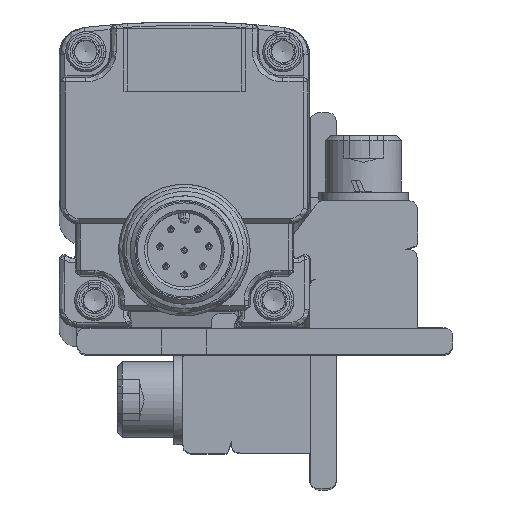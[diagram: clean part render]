
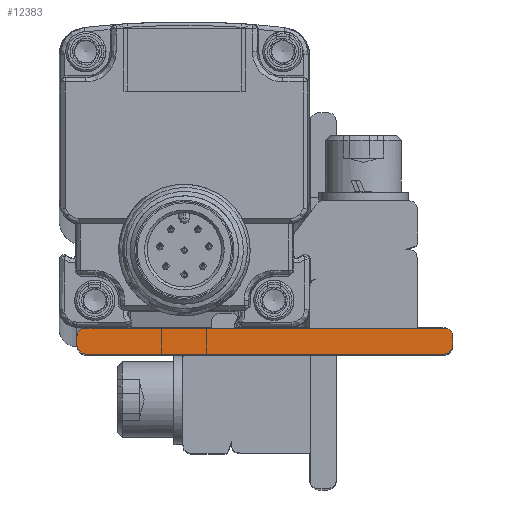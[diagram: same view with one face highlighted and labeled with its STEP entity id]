
A CAD part, top view. The second image highlights one B-rep face of the part: STEP entity #12383.
In plain terms, the highlighted planar face has unit normal (0, 0, 1).
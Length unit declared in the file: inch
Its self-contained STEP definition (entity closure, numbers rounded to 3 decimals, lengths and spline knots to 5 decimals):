
#1253 = CARTESIAN_POINT ( 'NONE',  ( -0.45023, -0.00394, 20.47244 ) ) ;
#1269 = CARTESIAN_POINT ( 'NONE',  ( -0.43307, -0.11811, 20.47244 ) ) ;
#1572 = CARTESIAN_POINT ( 'NONE',  ( 0.11811, 0., 20.47244 ) ) ;
#2022 = CIRCLE ( 'NONE', #6001, 0.03937 ) ;
#2683 = VERTEX_POINT ( 'NONE', #14962 ) ;
#2797 = DIRECTION ( 'NONE',  ( -1., 0., 0. ) ) ;
#3906 = DIRECTION ( 'NONE',  ( 1., 0., 0. ) ) ;
#4043 = VERTEX_POINT ( 'NONE', #25295 ) ;
#4128 = CARTESIAN_POINT ( 'NONE',  ( 1.1811, -0.03937, 20.47244 ) ) ;
#4505 = EDGE_CURVE ( 'NONE', #8372, #10400, #19585, .T. ) ;
#5364 = DIRECTION ( 'NONE',  ( 0., 0., -1. ) ) ;
#5813 = EDGE_CURVE ( 'NONE', #4043, #2683, #2022, .T. ) ;
#6001 = AXIS2_PLACEMENT_3D ( 'NONE', #8472, #15053, #12565 ) ;
#6241 = DIRECTION ( 'NONE',  ( 0., 0., 1. ) ) ;
#6388 = CARTESIAN_POINT ( 'NONE',  ( 1.14173, -0.03937, 20.47244 ) ) ;
#6733 = CARTESIAN_POINT ( 'NONE',  ( 1.15889, -0.00394, 20.47244 ) ) ;
#6983 = VERTEX_POINT ( 'NONE', #9406 ) ;
#7479 = ORIENTED_EDGE ( 'NONE', *, *, #5813, .T. ) ;
#7506 = DIRECTION ( 'NONE',  ( 0., 1., 0. ) ) ;
#8158 = CARTESIAN_POINT ( 'NONE',  ( 1.1811, -0.11811, 20.47244 ) ) ;
#8372 = VERTEX_POINT ( 'NONE', #28403 ) ;
#8472 = CARTESIAN_POINT ( 'NONE',  ( 1.14173, -0.07874, 20.47244 ) ) ;
#9152 = DIRECTION ( 'NONE',  ( 1., 0., 0. ) ) ;
#9406 = CARTESIAN_POINT ( 'NONE',  ( -0.47244, -0.03937, 20.47244 ) ) ;
#9666 = CARTESIAN_POINT ( 'NONE',  ( -0.43307, -0.03937, 20.47244 ) ) ;
#10010 = LINE ( 'NONE', #24368, #13395 ) ;
#10400 = VERTEX_POINT ( 'NONE', #1269 ) ;
#11232 = PLANE ( 'NONE',  #18656 ) ;
#11638 = CIRCLE ( 'NONE', #29088, 0.03937 ) ;
#12383 = ADVANCED_FACE ( 'NONE', ( #20919 ), #11232, .T. ) ;
#12508 = LINE ( 'NONE', #17360, #19473 ) ;
#12565 = DIRECTION ( 'NONE',  ( -1., 0., 0. ) ) ;
#13155 = ORIENTED_EDGE ( 'NONE', *, *, #18747, .T. ) ;
#13395 = VECTOR ( 'NONE', #7506, 39.37008 ) ;
#13398 = EDGE_CURVE ( 'NONE', #21874, #16477, #12508, .T. ) ;
#13426 = ORIENTED_EDGE ( 'NONE', *, *, #21313, .F. ) ;
#14584 = EDGE_CURVE ( 'NONE', #6983, #16477, #24509, .T. ) ;
#14885 = DIRECTION ( 'NONE',  ( -1., 0., 0. ) ) ;
#14962 = CARTESIAN_POINT ( 'NONE',  ( 1.1811, -0.07874, 20.47244 ) ) ;
#15053 = DIRECTION ( 'NONE',  ( 0., 0., 1. ) ) ;
#15599 = ORIENTED_EDGE ( 'NONE', *, *, #19143, .F. ) ;
#15653 = DIRECTION ( 'NONE',  ( 0., -1., 0. ) ) ;
#16477 = VERTEX_POINT ( 'NONE', #1253 ) ;
#17360 = CARTESIAN_POINT ( 'NONE',  ( 0.11811, -0.00394, 20.47244 ) ) ;
#18578 = AXIS2_PLACEMENT_3D ( 'NONE', #29415, #24593, #27254 ) ;
#18656 = AXIS2_PLACEMENT_3D ( 'NONE', #1572, #6241, #3906 ) ;
#18747 = EDGE_CURVE ( 'NONE', #10400, #4043, #25703, .T. ) ;
#19143 = EDGE_CURVE ( 'NONE', #21874, #23863, #11638, .T. ) ;
#19145 = ORIENTED_EDGE ( 'NONE', *, *, #14584, .F. ) ;
#19473 = VECTOR ( 'NONE', #22798, 39.37008 ) ;
#19585 = CIRCLE ( 'NONE', #18578, 0.03937 ) ;
#20919 = FACE_OUTER_BOUND ( 'NONE', #29041, .T. ) ;
#21313 = EDGE_CURVE ( 'NONE', #23863, #2683, #22845, .T. ) ;
#21498 = EDGE_CURVE ( 'NONE', #8372, #6983, #10010, .T. ) ;
#21607 = VECTOR ( 'NONE', #9152, 39.37008 ) ;
#21697 = DIRECTION ( 'NONE',  ( 0., 0., -1. ) ) ;
#21874 = VERTEX_POINT ( 'NONE', #6733 ) ;
#22798 = DIRECTION ( 'NONE',  ( -1., 0., 0. ) ) ;
#22845 = LINE ( 'NONE', #8158, #23844 ) ;
#23064 = CARTESIAN_POINT ( 'NONE',  ( 0.55118, -0.11811, 20.47244 ) ) ;
#23844 = VECTOR ( 'NONE', #15653, 39.37008 ) ;
#23863 = VERTEX_POINT ( 'NONE', #4128 ) ;
#24368 = CARTESIAN_POINT ( 'NONE',  ( -0.47244, 0., 20.47244 ) ) ;
#24509 = CIRCLE ( 'NONE', #25435, 0.03937 ) ;
#24593 = DIRECTION ( 'NONE',  ( 0., 0., 1. ) ) ;
#25295 = CARTESIAN_POINT ( 'NONE',  ( 1.14173, -0.11811, 20.47244 ) ) ;
#25435 = AXIS2_PLACEMENT_3D ( 'NONE', #9666, #21697, #2797 ) ;
#25703 = LINE ( 'NONE', #23064, #21607 ) ;
#27254 = DIRECTION ( 'NONE',  ( -1., 0., 0. ) ) ;
#28403 = CARTESIAN_POINT ( 'NONE',  ( -0.47244, -0.07874, 20.47244 ) ) ;
#29041 = EDGE_LOOP ( 'NONE', ( #15599, #29476, #19145, #29976, #29325, #13155, #7479, #13426 ) ) ;
#29088 = AXIS2_PLACEMENT_3D ( 'NONE', #6388, #5364, #14885 ) ;
#29325 = ORIENTED_EDGE ( 'NONE', *, *, #4505, .T. ) ;
#29415 = CARTESIAN_POINT ( 'NONE',  ( -0.43307, -0.07874, 20.47244 ) ) ;
#29476 = ORIENTED_EDGE ( 'NONE', *, *, #13398, .T. ) ;
#29976 = ORIENTED_EDGE ( 'NONE', *, *, #21498, .F. ) ;
